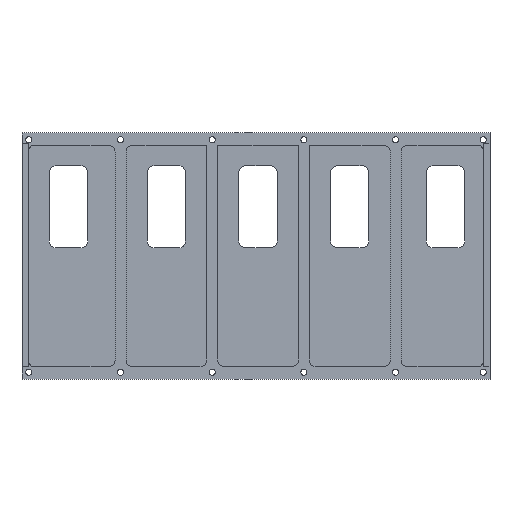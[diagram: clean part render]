
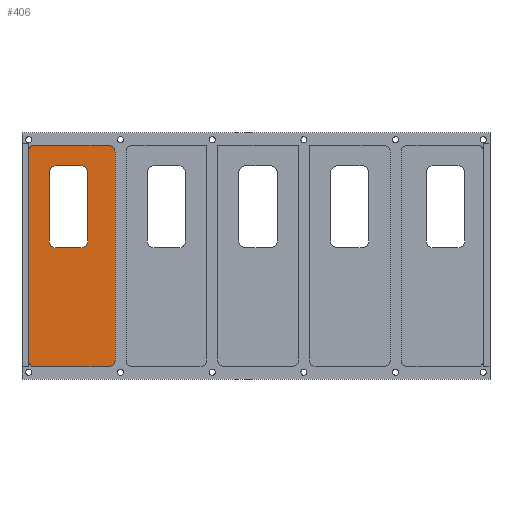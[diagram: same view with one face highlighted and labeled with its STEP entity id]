
A CAD part, left-side view. The second image highlights one B-rep face of the part: STEP entity #406.
In plain terms, the highlighted planar face has unit normal (-1, 0, 0).
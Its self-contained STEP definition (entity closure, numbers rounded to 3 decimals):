
#31 = ORIENTED_EDGE ( 'NONE', *, *, #2121, .T. ) ;
#105 = VECTOR ( 'NONE', #1191, 1000. ) ;
#120 = CARTESIAN_POINT ( 'NONE',  ( 0., 123., 6. ) ) ;
#138 = EDGE_CURVE ( 'NONE', #419, #835, #421, .T. ) ;
#142 = VECTOR ( 'NONE', #989, 1000. ) ;
#151 = ORIENTED_EDGE ( 'NONE', *, *, #3380, .F. ) ;
#159 = CIRCLE ( 'NONE', #5046, 4. ) ;
#168 = VERTEX_POINT ( 'NONE', #3800 ) ;
#203 = CIRCLE ( 'NONE', #1463, 5. ) ;
#230 = CARTESIAN_POINT ( 'NONE',  ( 0., 123., 11. ) ) ;
#242 = CIRCLE ( 'NONE', #1813, 4. ) ;
#247 = DIRECTION ( 'NONE',  ( 1., 0., 0. ) ) ;
#352 = CARTESIAN_POINT ( 'NONE',  ( 0., 0., 0. ) ) ;
#358 = CARTESIAN_POINT ( 'NONE',  ( 0., 151., 11. ) ) ;
#372 = CARTESIAN_POINT ( 'NONE',  ( 0., 128., 6. ) ) ;
#405 = CARTESIAN_POINT ( 'NONE',  ( 0., 162., 81. ) ) ;
#406 = ADVANCED_FACE ( 'NONE', ( #5441, #626 ), #3993, .F. ) ;
#408 = CIRCLE ( 'NONE', #5934, 5. ) ;
#419 = VERTEX_POINT ( 'NONE', #3265 ) ;
#421 = CIRCLE ( 'NONE', #3301, 5. ) ;
#444 = DIRECTION ( 'NONE',  ( 0., 0., 1. ) ) ;
#500 = ORIENTED_EDGE ( 'NONE', *, *, #138, .T. ) ;
#596 = ORIENTED_EDGE ( 'NONE', *, *, #3813, .F. ) ;
#626 = FACE_OUTER_BOUND ( 'NONE', #3948, .T. ) ;
#676 = VERTEX_POINT ( 'NONE', #3019 ) ;
#689 = AXIS2_PLACEMENT_3D ( 'NONE', #4062, #4127, #2705 ) ;
#696 = CARTESIAN_POINT ( 'NONE',  ( 0., 166., -77. ) ) ;
#835 = VERTEX_POINT ( 'NONE', #3098 ) ;
#841 = CARTESIAN_POINT ( 'NONE',  ( 0., 123., 66. ) ) ;
#989 = DIRECTION ( 'NONE',  ( 0., 1., 0. ) ) ;
#1063 = DIRECTION ( 'NONE',  ( 0., 0., 1. ) ) ;
#1092 = ORIENTED_EDGE ( 'NONE', *, *, #1472, .F. ) ;
#1094 = DIRECTION ( 'NONE',  ( 0., 0., 1. ) ) ;
#1102 = VECTOR ( 'NONE', #1775, 1000. ) ;
#1114 = CARTESIAN_POINT ( 'NONE',  ( 0., 162., -81. ) ) ;
#1159 = VERTEX_POINT ( 'NONE', #2393 ) ;
#1191 = DIRECTION ( 'NONE',  ( 0., 0., 1. ) ) ;
#1269 = EDGE_CURVE ( 'NONE', #2003, #1159, #408, .T. ) ;
#1447 = DIRECTION ( 'NONE',  ( 0., 0., 1. ) ) ;
#1463 = AXIS2_PLACEMENT_3D ( 'NONE', #4066, #2708, #444 ) ;
#1472 = EDGE_CURVE ( 'NONE', #5488, #168, #2170, .T. ) ;
#1510 = ORIENTED_EDGE ( 'NONE', *, *, #2910, .F. ) ;
#1628 = LINE ( 'NONE', #5606, #5157 ) ;
#1775 = DIRECTION ( 'NONE',  ( 0., 0., -1. ) ) ;
#1786 = LINE ( 'NONE', #2758, #5323 ) ;
#1813 = AXIS2_PLACEMENT_3D ( 'NONE', #1880, #5114, #1447 ) ;
#1880 = CARTESIAN_POINT ( 'NONE',  ( 0., 162., 77. ) ) ;
#1896 = ORIENTED_EDGE ( 'NONE', *, *, #4579, .T. ) ;
#1957 = VERTEX_POINT ( 'NONE', #3995 ) ;
#2003 = VERTEX_POINT ( 'NONE', #4928 ) ;
#2030 = CARTESIAN_POINT ( 'NONE',  ( 0., 108., 76. ) ) ;
#2064 = AXIS2_PLACEMENT_3D ( 'NONE', #352, #3588, #3062 ) ;
#2121 = EDGE_CURVE ( 'NONE', #835, #5170, #4184, .T. ) ;
#2170 = LINE ( 'NONE', #3152, #5646 ) ;
#2187 = DIRECTION ( 'NONE',  ( 0., -1., 0. ) ) ;
#2252 = CARTESIAN_POINT ( 'NONE',  ( 0., 108., -81. ) ) ;
#2271 = CIRCLE ( 'NONE', #689, 5. ) ;
#2295 = VERTEX_POINT ( 'NONE', #2252 ) ;
#2299 = LINE ( 'NONE', #3605, #3159 ) ;
#2393 = CARTESIAN_POINT ( 'NONE',  ( 0., 146., 66. ) ) ;
#2571 = EDGE_CURVE ( 'NONE', #2695, #2003, #3021, .T. ) ;
#2672 = ORIENTED_EDGE ( 'NONE', *, *, #5410, .T. ) ;
#2683 = EDGE_CURVE ( 'NONE', #2295, #5746, #4536, .T. ) ;
#2695 = VERTEX_POINT ( 'NONE', #358 ) ;
#2699 = LINE ( 'NONE', #120, #142 ) ;
#2705 = DIRECTION ( 'NONE',  ( 0., 0., -1. ) ) ;
#2708 = DIRECTION ( 'NONE',  ( 1., 0., 0. ) ) ;
#2758 = CARTESIAN_POINT ( 'NONE',  ( 0., 166., 0. ) ) ;
#2850 = ORIENTED_EDGE ( 'NONE', *, *, #4578, .T. ) ;
#2910 = EDGE_CURVE ( 'NONE', #5564, #5488, #242, .T. ) ;
#2922 = ORIENTED_EDGE ( 'NONE', *, *, #2571, .T. ) ;
#3019 = CARTESIAN_POINT ( 'NONE',  ( 0., 103., 76. ) ) ;
#3021 = LINE ( 'NONE', #3412, #105 ) ;
#3051 = VERTEX_POINT ( 'NONE', #5678 ) ;
#3062 = DIRECTION ( 'NONE',  ( 0., 0., -1. ) ) ;
#3098 = CARTESIAN_POINT ( 'NONE',  ( 0., 123., 61. ) ) ;
#3152 = CARTESIAN_POINT ( 'NONE',  ( 0., 0., 81. ) ) ;
#3157 = ORIENTED_EDGE ( 'NONE', *, *, #3732, .F. ) ;
#3159 = VECTOR ( 'NONE', #4967, 1000. ) ;
#3265 = CARTESIAN_POINT ( 'NONE',  ( 0., 128., 66. ) ) ;
#3271 = CARTESIAN_POINT ( 'NONE',  ( 0., 146., 11. ) ) ;
#3284 = VERTEX_POINT ( 'NONE', #372 ) ;
#3295 = ORIENTED_EDGE ( 'NONE', *, *, #3304, .F. ) ;
#3301 = AXIS2_PLACEMENT_3D ( 'NONE', #5659, #3325, #1094 ) ;
#3304 = EDGE_CURVE ( 'NONE', #676, #3051, #2299, .T. ) ;
#3325 = DIRECTION ( 'NONE',  ( 1., 0., 0. ) ) ;
#3375 = ORIENTED_EDGE ( 'NONE', *, *, #1269, .T. ) ;
#3380 = EDGE_CURVE ( 'NONE', #3650, #5564, #1786, .T. ) ;
#3393 = CARTESIAN_POINT ( 'NONE',  ( 0., 146., 61. ) ) ;
#3412 = CARTESIAN_POINT ( 'NONE',  ( 0., 151., 6. ) ) ;
#3475 = DIRECTION ( 'NONE',  ( 1., 0., 0. ) ) ;
#3512 = EDGE_LOOP ( 'NONE', ( #2922, #3375, #4845, #500, #31, #2672, #2850, #1896 ) ) ;
#3588 = DIRECTION ( 'NONE',  ( 1., 0., 0. ) ) ;
#3605 = CARTESIAN_POINT ( 'NONE',  ( 0., 103., 0. ) ) ;
#3650 = VERTEX_POINT ( 'NONE', #696 ) ;
#3694 = DIRECTION ( 'NONE',  ( 0., -1., 0. ) ) ;
#3718 = CARTESIAN_POINT ( 'NONE',  ( 0., 166., 77. ) ) ;
#3732 = EDGE_CURVE ( 'NONE', #168, #676, #5619, .T. ) ;
#3758 = DIRECTION ( 'NONE',  ( 1., 0., 0. ) ) ;
#3800 = CARTESIAN_POINT ( 'NONE',  ( 0., 108., 81. ) ) ;
#3813 = EDGE_CURVE ( 'NONE', #5746, #3650, #159, .T. ) ;
#3948 = EDGE_LOOP ( 'NONE', ( #5151, #3295, #3157, #1092, #1510, #151, #596, #5799 ) ) ;
#3963 = VECTOR ( 'NONE', #4517, 1000. ) ;
#3984 = DIRECTION ( 'NONE',  ( 0., 0., 1. ) ) ;
#3993 = PLANE ( 'NONE',  #2064 ) ;
#3995 = CARTESIAN_POINT ( 'NONE',  ( 0., 146., 6. ) ) ;
#4001 = CARTESIAN_POINT ( 'NONE',  ( 0., 0., -81. ) ) ;
#4062 = CARTESIAN_POINT ( 'NONE',  ( 0., 108., -76. ) ) ;
#4066 = CARTESIAN_POINT ( 'NONE',  ( 0., 128., 11. ) ) ;
#4127 = DIRECTION ( 'NONE',  ( 1., 0., 0. ) ) ;
#4184 = LINE ( 'NONE', #841, #1102 ) ;
#4193 = DIRECTION ( 'NONE',  ( 0., 0., 1. ) ) ;
#4375 = EDGE_CURVE ( 'NONE', #3051, #2295, #2271, .T. ) ;
#4517 = DIRECTION ( 'NONE',  ( 0., 1., 0. ) ) ;
#4536 = LINE ( 'NONE', #4001, #3963 ) ;
#4550 = EDGE_CURVE ( 'NONE', #1159, #419, #1628, .T. ) ;
#4578 = EDGE_CURVE ( 'NONE', #3284, #1957, #2699, .T. ) ;
#4579 = EDGE_CURVE ( 'NONE', #1957, #2695, #4874, .T. ) ;
#4822 = DIRECTION ( 'NONE',  ( 0., 0., -1. ) ) ;
#4845 = ORIENTED_EDGE ( 'NONE', *, *, #4550, .T. ) ;
#4874 = CIRCLE ( 'NONE', #5850, 5. ) ;
#4928 = CARTESIAN_POINT ( 'NONE',  ( 0., 151., 61. ) ) ;
#4967 = DIRECTION ( 'NONE',  ( 0., 0., -1. ) ) ;
#5046 = AXIS2_PLACEMENT_3D ( 'NONE', #5786, #3475, #3984 ) ;
#5114 = DIRECTION ( 'NONE',  ( 1., 0., 0. ) ) ;
#5149 = DIRECTION ( 'NONE',  ( 0., 0., 1. ) ) ;
#5151 = ORIENTED_EDGE ( 'NONE', *, *, #4375, .F. ) ;
#5157 = VECTOR ( 'NONE', #3694, 1000. ) ;
#5170 = VERTEX_POINT ( 'NONE', #230 ) ;
#5264 = DIRECTION ( 'NONE',  ( 1., 0., 0. ) ) ;
#5323 = VECTOR ( 'NONE', #4193, 1000. ) ;
#5410 = EDGE_CURVE ( 'NONE', #5170, #3284, #203, .T. ) ;
#5441 = FACE_BOUND ( 'NONE', #3512, .T. ) ;
#5466 = AXIS2_PLACEMENT_3D ( 'NONE', #2030, #5264, #4822 ) ;
#5488 = VERTEX_POINT ( 'NONE', #405 ) ;
#5564 = VERTEX_POINT ( 'NONE', #3718 ) ;
#5606 = CARTESIAN_POINT ( 'NONE',  ( 0., 151., 66. ) ) ;
#5619 = CIRCLE ( 'NONE', #5466, 5. ) ;
#5646 = VECTOR ( 'NONE', #2187, 1000. ) ;
#5659 = CARTESIAN_POINT ( 'NONE',  ( 0., 128., 61. ) ) ;
#5678 = CARTESIAN_POINT ( 'NONE',  ( 0., 103., -76. ) ) ;
#5746 = VERTEX_POINT ( 'NONE', #1114 ) ;
#5786 = CARTESIAN_POINT ( 'NONE',  ( 0., 162., -77. ) ) ;
#5799 = ORIENTED_EDGE ( 'NONE', *, *, #2683, .F. ) ;
#5850 = AXIS2_PLACEMENT_3D ( 'NONE', #3271, #3758, #5149 ) ;
#5934 = AXIS2_PLACEMENT_3D ( 'NONE', #3393, #247, #1063 ) ;
